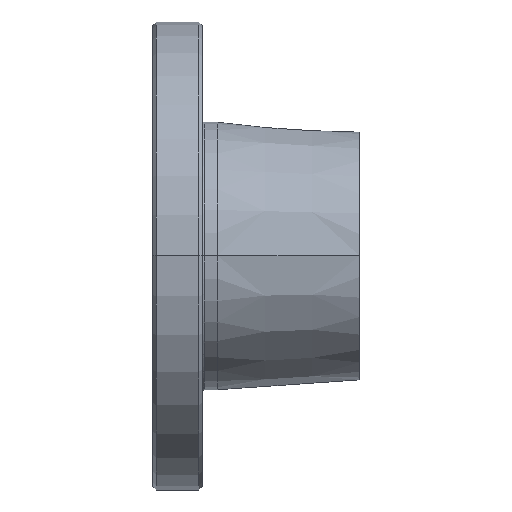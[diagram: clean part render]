
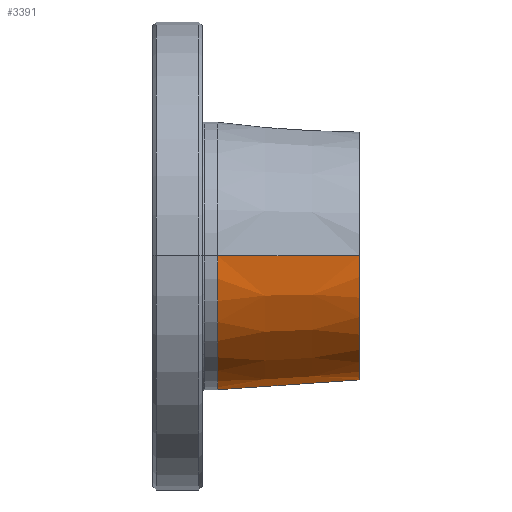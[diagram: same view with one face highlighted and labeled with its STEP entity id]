
A CAD part, top view. The second image highlights one B-rep face of the part: STEP entity #3391.
In plain terms, the highlighted conical face has half-angle 4 degrees and reference radius 34.925 mm.
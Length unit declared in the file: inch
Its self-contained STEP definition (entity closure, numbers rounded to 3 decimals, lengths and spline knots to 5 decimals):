
#232 = CARTESIAN_POINT ( 'NONE',  ( 0.66929, 0., 0. ) ) ;
#278 = DIRECTION ( 'NONE',  ( -1., 0., 0. ) ) ;
#311 = CIRCLE ( 'NONE', #2904, 1.27314 ) ;
#394 = VECTOR ( 'NONE', #4025, 39.37008 ) ;
#607 = CIRCLE ( 'NONE', #3898, 1.375 ) ;
#818 = DIRECTION ( 'NONE',  ( 0., 0., 1. ) ) ;
#876 = CARTESIAN_POINT ( 'NONE',  ( 2.12598, -1.27288, 0.02559 ) ) ;
#891 = DIRECTION ( 'NONE',  ( -1., 0., 0. ) ) ;
#1121 = LINE ( 'NONE', #3553, #394 ) ;
#1433 = DIRECTION ( 'NONE',  ( 0., 0., 1. ) ) ;
#1726 = ORIENTED_EDGE ( 'NONE', *, *, #2044, .T. ) ;
#1966 = CONICAL_SURFACE ( 'NONE', #6031, 1.375, 0.07 ) ;
#2022 = CARTESIAN_POINT ( 'NONE',  ( 2.12598, -1.27288, 0.02559 ) ) ;
#2023 = EDGE_CURVE ( 'NONE', #2891, #4191, #607, .T. ) ;
#2044 = EDGE_CURVE ( 'NONE', #4104, #4191, #1121, .T. ) ;
#2058 = EDGE_CURVE ( 'NONE', #3514, #4104, #311, .T. ) ;
#2061 = EDGE_CURVE ( 'NONE', #3514, #2891, #5999, .T. ) ;
#2504 = ORIENTED_EDGE ( 'NONE', *, *, #2061, .F. ) ;
#2891 = VERTEX_POINT ( 'NONE', #4152 ) ;
#2904 = AXIS2_PLACEMENT_3D ( 'NONE', #3585, #278, #4044 ) ;
#3080 = CARTESIAN_POINT ( 'NONE',  ( 1.64042, -1.30684, 0.02559 ) ) ;
#3190 = CARTESIAN_POINT ( 'NONE',  ( 2.12598, 0., 1.27314 ) ) ;
#3391 = ADVANCED_FACE ( 'NONE', ( #5387 ), #1966, .T. ) ;
#3514 = VERTEX_POINT ( 'NONE', #2022 ) ;
#3553 = CARTESIAN_POINT ( 'NONE',  ( 0.66929, 0., 1.375 ) ) ;
#3585 = CARTESIAN_POINT ( 'NONE',  ( 2.12598, 0., 0. ) ) ;
#3898 = AXIS2_PLACEMENT_3D ( 'NONE', #232, #3998, #818 ) ;
#3998 = DIRECTION ( 'NONE',  ( -1., 0., 0. ) ) ;
#4025 = DIRECTION ( 'NONE',  ( -0.998, 0., 0.07 ) ) ;
#4044 = DIRECTION ( 'NONE',  ( 0., 0., 1. ) ) ;
#4104 = VERTEX_POINT ( 'NONE', #3190 ) ;
#4152 = CARTESIAN_POINT ( 'NONE',  ( 0.66929, -1.37476, 0.02559 ) ) ;
#4191 = VERTEX_POINT ( 'NONE', #4622 ) ;
#4514 = CARTESIAN_POINT ( 'NONE',  ( 0.66929, -1.37476, 0.02559 ) ) ;
#4622 = CARTESIAN_POINT ( 'NONE',  ( 0.66929, 0., 1.375 ) ) ;
#5002 = CARTESIAN_POINT ( 'NONE',  ( 0.66929, 0., 0. ) ) ;
#5057 = EDGE_LOOP ( 'NONE', ( #5383, #1726, #5792, #2504 ) ) ;
#5383 = ORIENTED_EDGE ( 'NONE', *, *, #2058, .T. ) ;
#5387 = FACE_OUTER_BOUND ( 'NONE', #5057, .T. ) ;
#5792 = ORIENTED_EDGE ( 'NONE', *, *, #2023, .F. ) ;
#5900 = CARTESIAN_POINT ( 'NONE',  ( 1.15486, -1.3408, 0.02559 ) ) ;
#5999 = B_SPLINE_CURVE_WITH_KNOTS ( 'NONE', 3,
 ( #876, #3080, #5900, #4514 ),
 .UNSPECIFIED., .F., .F.,
 ( 4, 4 ),
 ( 0., 0.03709 ),
 .UNSPECIFIED. ) ;
#6031 = AXIS2_PLACEMENT_3D ( 'NONE', #5002, #891, #1433 ) ;
